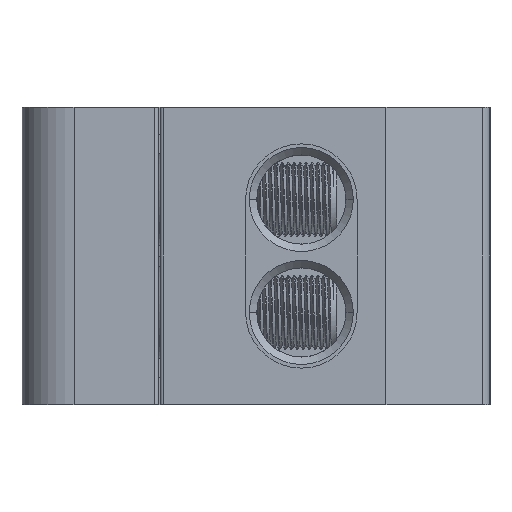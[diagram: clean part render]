
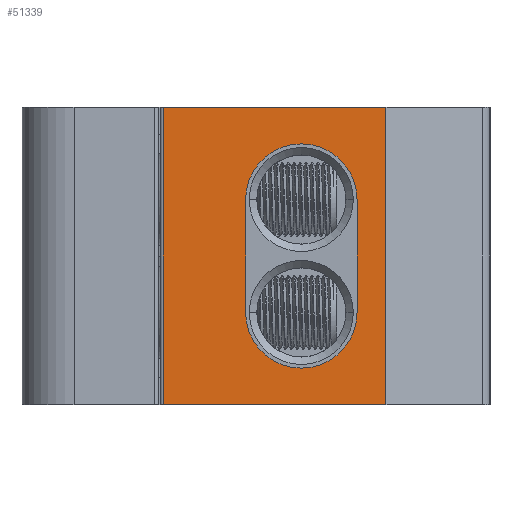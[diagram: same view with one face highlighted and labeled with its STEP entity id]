
A CAD part, left-side view. The second image highlights one B-rep face of the part: STEP entity #51339.
In plain terms, the highlighted planar face has unit normal (-1, 0, 0).
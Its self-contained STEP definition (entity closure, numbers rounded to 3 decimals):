
#11011=DIRECTION('',(0.,0.,-1.));
#11012=VECTOR('',#11011,7.6);
#11013=CARTESIAN_POINT('',(-40.,8.95,3.8));
#11014=LINE('',#11013,#11012);
#11028=DIRECTION('',(0.,0.,1.));
#11029=VECTOR('',#11028,7.6);
#11030=CARTESIAN_POINT('',(-40.,16.45,-3.8));
#11031=LINE('',#11030,#11029);
#11045=CARTESIAN_POINT('',(-40.,12.7,3.8));
#11046=DIRECTION('',(-1.,0.,0.));
#11047=DIRECTION('',(0.,-1.,0.));
#11048=AXIS2_PLACEMENT_3D('',#11045,#11046,#11047);
#11050=CARTESIAN_POINT('',(-40.,12.7,-3.8));
#11051=DIRECTION('',(-1.,0.,0.));
#11052=DIRECTION('',(0.,1.,0.));
#11053=AXIS2_PLACEMENT_3D('',#11050,#11051,#11052);
#11055=DIRECTION('',(0.,0.,1.));
#11056=VECTOR('',#11055,10.);
#11057=CARTESIAN_POINT('',(-40.,22.,-10.));
#11058=LINE('',#11057,#11056);
#11059=DIRECTION('',(0.,1.,0.));
#11060=VECTOR('',#11059,15.);
#11061=CARTESIAN_POINT('',(-40.,7.,-10.));
#11062=LINE('',#11061,#11060);
#11063=DIRECTION('',(0.,0.,-1.));
#11064=VECTOR('',#11063,10.);
#11065=CARTESIAN_POINT('',(-40.,22.,10.));
#11066=LINE('',#11065,#11064);
#11427=DIRECTION('',(0.,1.,0.));
#11428=VECTOR('',#11427,15.);
#11429=CARTESIAN_POINT('',(-40.,7.,10.));
#11430=LINE('',#11429,#11428);
#12233=DIRECTION('',(0.,0.,1.));
#12234=VECTOR('',#12233,20.);
#12235=CARTESIAN_POINT('',(-40.,7.,-10.));
#12236=LINE('',#12235,#12234);
#14784=CARTESIAN_POINT('',(-40.,22.,-10.));
#14785=VERTEX_POINT('',#14784);
#14786=CARTESIAN_POINT('',(-40.,7.,-10.));
#14787=VERTEX_POINT('',#14786);
#14994=CARTESIAN_POINT('',(-40.,16.45,-3.8));
#14995=CARTESIAN_POINT('',(-40.,8.95,-3.8));
#14996=VERTEX_POINT('',#14994);
#14997=VERTEX_POINT('',#14995);
#15054=CARTESIAN_POINT('',(-40.,7.,10.));
#15055=VERTEX_POINT('',#15054);
#15056=CARTESIAN_POINT('',(-40.,22.,10.));
#15057=VERTEX_POINT('',#15056);
#16725=CARTESIAN_POINT('',(-40.,22.,0.));
#16726=VERTEX_POINT('',#16725);
#16739=CARTESIAN_POINT('',(-40.,8.95,3.8));
#16740=CARTESIAN_POINT('',(-40.,16.45,3.8));
#16741=VERTEX_POINT('',#16739);
#16742=VERTEX_POINT('',#16740);
#51316=CARTESIAN_POINT('',(-40.,14.5,-5.));
#51317=DIRECTION('',(1.,0.,0.));
#51318=DIRECTION('',(0.,-1.,0.));
#51319=AXIS2_PLACEMENT_3D('',#51316,#51317,#51318);
#51320=PLANE('',#51319);
#51322=ORIENTED_EDGE('',*,*,#51321,.T.);
#51324=ORIENTED_EDGE('',*,*,#51323,.F.);
#51326=ORIENTED_EDGE('',*,*,#51325,.F.);
#51328=ORIENTED_EDGE('',*,*,#51327,.F.);
#51330=ORIENTED_EDGE('',*,*,#51329,.T.);
#51331=EDGE_LOOP('',(#51322,#51324,#51326,#51328,#51330));
#51332=FACE_OUTER_BOUND('',#51331,.F.);
#51333=ORIENTED_EDGE('',*,*,#51268,.F.);
#51334=ORIENTED_EDGE('',*,*,#51283,.T.);
#51335=ORIENTED_EDGE('',*,*,#51297,.F.);
#51336=ORIENTED_EDGE('',*,*,#51310,.T.);
#51337=EDGE_LOOP('',(#51333,#51334,#51335,#51336));
#51338=FACE_BOUND('',#51337,.F.);
#11049=CIRCLE('',#11048,3.75);
#11054=CIRCLE('',#11053,3.75);
#51268=EDGE_CURVE('',#16741,#14997,#11014,.T.);
#51283=EDGE_CURVE('',#16741,#16742,#11049,.T.);
#51297=EDGE_CURVE('',#14996,#16742,#11031,.T.);
#51310=EDGE_CURVE('',#14996,#14997,#11054,.T.);
#51321=EDGE_CURVE('',#14785,#16726,#11058,.T.);
#51323=EDGE_CURVE('',#15057,#16726,#11066,.T.);
#51325=EDGE_CURVE('',#15055,#15057,#11430,.T.);
#51327=EDGE_CURVE('',#14787,#15055,#12236,.T.);
#51329=EDGE_CURVE('',#14787,#14785,#11062,.T.);
#51339=ADVANCED_FACE('',(#51332,#51338),#51320,.F.);
